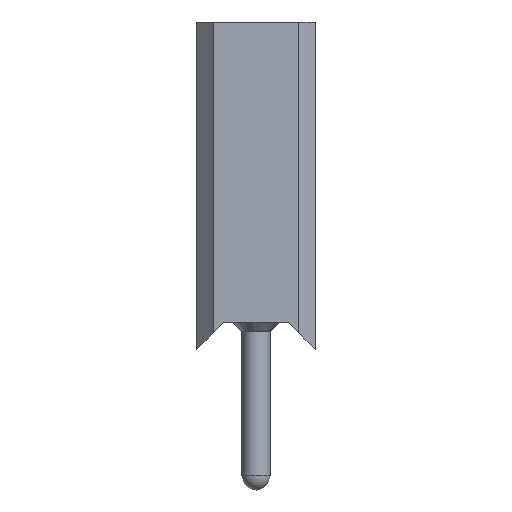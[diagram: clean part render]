
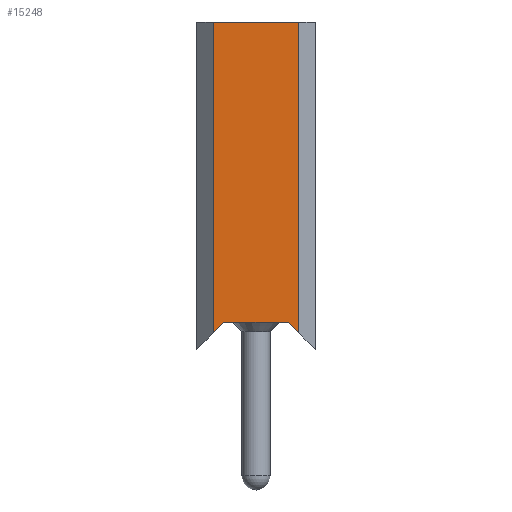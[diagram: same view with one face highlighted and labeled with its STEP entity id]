
A CAD part, front view. The second image highlights one B-rep face of the part: STEP entity #15248.
In plain terms, the highlighted planar face has unit normal (0, -1, 0).
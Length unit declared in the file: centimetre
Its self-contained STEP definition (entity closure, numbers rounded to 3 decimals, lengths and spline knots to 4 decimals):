
#799=LINE('',#28923,#1323);
#804=LINE('',#28933,#1328);
#815=LINE('',#28956,#1339);
#816=LINE('',#28958,#1340);
#817=LINE('',#28960,#1341);
#818=LINE('',#28961,#1342);
#1323=VECTOR('',#19200,0.137);
#1328=VECTOR('',#19207,0.664);
#1339=VECTOR('',#19226,0.0318);
#1340=VECTOR('',#19227,0.182);
#1341=VECTOR('',#19228,0.664);
#1342=VECTOR('',#19229,0.0318);
#2459=PLANE('',#16537);
#3649=FACE_OUTER_BOUND('',#4631,.T.);
#4631=EDGE_LOOP('',(#12704,#12705,#12706,#12707,#12708,#12709));
#6666=VERTEX_POINT('',#28920);
#6667=VERTEX_POINT('',#28922);
#6668=VERTEX_POINT('',#28926);
#6671=VERTEX_POINT('',#28931);
#6680=VERTEX_POINT('',#28957);
#6681=VERTEX_POINT('',#28959);
#8722=EDGE_CURVE('',#6667,#6666,#799,.T.);
#8727=EDGE_CURVE('',#6671,#6668,#804,.T.);
#8738=EDGE_CURVE('',#6666,#6668,#815,.T.);
#8739=EDGE_CURVE('',#6680,#6671,#816,.T.);
#8740=EDGE_CURVE('',#6681,#6680,#817,.T.);
#8741=EDGE_CURVE('',#6681,#6667,#818,.T.);
#12704=ORIENTED_EDGE('',*,*,#8738,.T.);
#12705=ORIENTED_EDGE('',*,*,#8727,.F.);
#12706=ORIENTED_EDGE('',*,*,#8739,.F.);
#12707=ORIENTED_EDGE('',*,*,#8740,.F.);
#12708=ORIENTED_EDGE('',*,*,#8741,.T.);
#12709=ORIENTED_EDGE('',*,*,#8722,.T.);
#15248=ADVANCED_FACE('',(#3649),#2459,.T.);
#16537=AXIS2_PLACEMENT_3D('',#28955,#19224,#19225);
#19200=DIRECTION('',(1.,0.,0.));
#19207=DIRECTION('',(0.,0.,-1.));
#19224=DIRECTION('center_axis',(0.,-1.,0.));
#19225=DIRECTION('ref_axis',(1.,0.,0.));
#19226=DIRECTION('',(0.707,0.,-0.707));
#19227=DIRECTION('',(1.,0.,0.));
#19228=DIRECTION('',(0.,0.,1.));
#19229=DIRECTION('',(0.707,0.,0.707));
#28920=CARTESIAN_POINT('',(-2.8609,-2.9564,-0.2915));
#28922=CARTESIAN_POINT('',(-2.9979,-2.9564,-0.2915));
#28923=CARTESIAN_POINT('',(-3.0272,-2.9564,-0.2915));
#28926=CARTESIAN_POINT('',(-2.8384,-2.9564,-0.314));
#28931=CARTESIAN_POINT('',(-2.8384,-2.9564,0.35));
#28933=CARTESIAN_POINT('',(-2.8384,-2.9564,-0.35));
#28955=CARTESIAN_POINT('Origin',(-3.0564,-2.9564,-0.35));
#28956=CARTESIAN_POINT('',(-2.8952,-2.9564,-0.2573));
#28957=CARTESIAN_POINT('',(-3.0204,-2.9564,0.35));
#28958=CARTESIAN_POINT('',(-3.0564,-2.9564,0.35));
#28959=CARTESIAN_POINT('',(-3.0204,-2.9564,-0.314));
#28960=CARTESIAN_POINT('',(-3.0204,-2.9564,-0.35));
#28961=CARTESIAN_POINT('',(-3.0564,-2.9564,-0.35));
